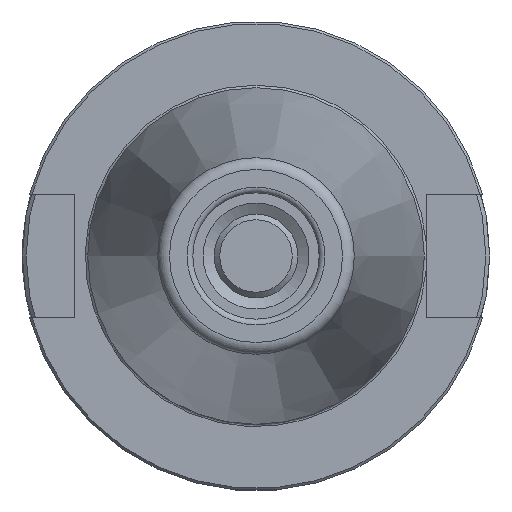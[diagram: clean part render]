
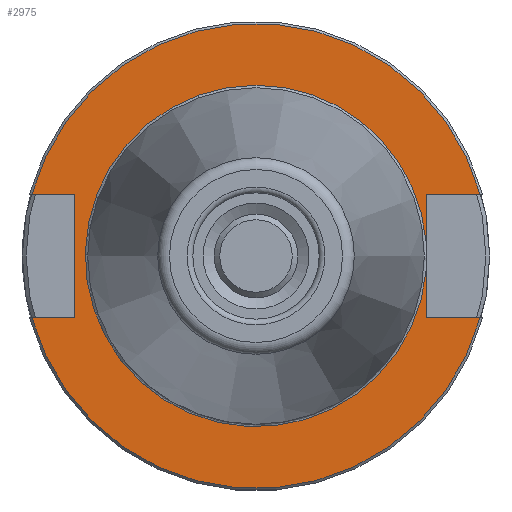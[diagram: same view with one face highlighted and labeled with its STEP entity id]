
A CAD part, left-side view. The second image highlights one B-rep face of the part: STEP entity #2975.
In plain terms, the highlighted planar face has unit normal (-1, 0, 0).
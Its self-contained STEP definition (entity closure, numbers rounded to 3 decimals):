
#162=CIRCLE('',#3240,48.25);
#165=CIRCLE('',#3244,48.25);
#166=CIRCLE('',#3246,35.429);
#167=CIRCLE('',#3247,35.429);
#342=FACE_OUTER_BOUND('',#530,.T.);
#530=EDGE_LOOP('',(#2199,#2200,#2201,#2202,#2203,#2204,#2205,#2206,#2207,
#2208,#2209));
#736=LINE('',#4666,#979);
#743=LINE('',#4710,#986);
#745=LINE('',#4714,#988);
#752=LINE('',#4773,#995);
#753=LINE('',#4783,#996);
#760=LINE('',#4827,#1003);
#766=LINE('',#4872,#1009);
#979=VECTOR('',#3715,10.);
#986=VECTOR('',#3724,10.);
#988=VECTOR('',#3726,10.);
#995=VECTOR('',#3735,10.);
#996=VECTOR('',#3742,10.);
#1003=VECTOR('',#3751,10.);
#1009=VECTOR('',#3759,10.);
#1259=VERTEX_POINT('',#4660);
#1261=VERTEX_POINT('',#4665);
#1272=VERTEX_POINT('',#4709);
#1273=VERTEX_POINT('',#4711);
#1274=VERTEX_POINT('',#4713);
#1278=VERTEX_POINT('',#4732);
#1287=VERTEX_POINT('',#4777);
#1289=VERTEX_POINT('',#4782);
#1300=VERTEX_POINT('',#4826);
#1302=VERTEX_POINT('',#4831);
#1312=VERTEX_POINT('',#4885);
#1581=EDGE_CURVE('',#1261,#1259,#736,.T.);
#1593=EDGE_CURVE('',#1272,#1261,#743,.T.);
#1595=EDGE_CURVE('',#1274,#1273,#745,.T.);
#1609=EDGE_CURVE('',#1278,#1274,#752,.T.);
#1612=EDGE_CURVE('',#1289,#1287,#753,.T.);
#1624=EDGE_CURVE('',#1300,#1289,#760,.T.);
#1636=EDGE_CURVE('',#1302,#1300,#766,.T.);
#1640=EDGE_CURVE('',#1278,#1287,#162,.T.);
#1643=EDGE_CURVE('',#1302,#1259,#165,.T.);
#1644=EDGE_CURVE('',#1273,#1312,#166,.T.);
#1645=EDGE_CURVE('',#1312,#1272,#167,.T.);
#2199=ORIENTED_EDGE('',*,*,#1593,.T.);
#2200=ORIENTED_EDGE('',*,*,#1581,.T.);
#2201=ORIENTED_EDGE('',*,*,#1643,.F.);
#2202=ORIENTED_EDGE('',*,*,#1636,.T.);
#2203=ORIENTED_EDGE('',*,*,#1624,.T.);
#2204=ORIENTED_EDGE('',*,*,#1612,.T.);
#2205=ORIENTED_EDGE('',*,*,#1640,.F.);
#2206=ORIENTED_EDGE('',*,*,#1609,.T.);
#2207=ORIENTED_EDGE('',*,*,#1595,.T.);
#2208=ORIENTED_EDGE('',*,*,#1644,.T.);
#2209=ORIENTED_EDGE('',*,*,#1645,.T.);
#2843=PLANE('',#3245);
#2975=ADVANCED_FACE('',(#342),#2843,.T.);
#3240=AXIS2_PLACEMENT_3D('',#4879,#3770,#3771);
#3244=AXIS2_PLACEMENT_3D('',#4883,#3778,#3779);
#3245=AXIS2_PLACEMENT_3D('',#4884,#3780,#3781);
#3246=AXIS2_PLACEMENT_3D('',#4886,#3782,#3783);
#3247=AXIS2_PLACEMENT_3D('',#4887,#3784,#3785);
#3715=DIRECTION('',(0.,-1.,0.));
#3724=DIRECTION('',(0.,0.,1.));
#3726=DIRECTION('',(0.,0.,1.));
#3735=DIRECTION('',(0.,1.,0.));
#3742=DIRECTION('',(0.,1.,0.));
#3751=DIRECTION('',(0.,0.,-1.));
#3759=DIRECTION('',(0.,-1.,0.));
#3770=DIRECTION('center_axis',(1.,0.,0.));
#3771=DIRECTION('ref_axis',(0.,0.,-1.));
#3778=DIRECTION('center_axis',(1.,0.,0.));
#3779=DIRECTION('ref_axis',(0.,0.,-1.));
#3780=DIRECTION('center_axis',(-1.,0.,0.));
#3781=DIRECTION('ref_axis',(0.,0.,1.));
#3782=DIRECTION('center_axis',(1.,0.,0.));
#3783=DIRECTION('ref_axis',(0.,0.,-1.));
#3784=DIRECTION('center_axis',(1.,0.,0.));
#3785=DIRECTION('ref_axis',(0.,0.,-1.));
#4660=CARTESIAN_POINT('',(1.5,-46.514,12.825));
#4665=CARTESIAN_POINT('',(1.5,-35.3,12.825));
#4666=CARTESIAN_POINT('',(1.5,6.475,12.825));
#4709=CARTESIAN_POINT('',(1.5,-35.3,3.016));
#4710=CARTESIAN_POINT('',(1.5,-35.3,-6.413));
#4711=CARTESIAN_POINT('',(1.5,-35.3,-3.016));
#4713=CARTESIAN_POINT('',(1.5,-35.3,-12.825));
#4714=CARTESIAN_POINT('',(1.5,-35.3,-6.413));
#4732=CARTESIAN_POINT('',(1.5,-46.514,-12.825));
#4773=CARTESIAN_POINT('',(1.5,-13.707,-12.825));
#4777=CARTESIAN_POINT('',(1.5,46.514,-12.825));
#4782=CARTESIAN_POINT('',(1.5,37.7,-12.825));
#4783=CARTESIAN_POINT('',(1.5,42.975,-12.825));
#4826=CARTESIAN_POINT('',(1.5,37.7,12.825));
#4827=CARTESIAN_POINT('',(1.5,37.7,6.413));
#4831=CARTESIAN_POINT('',(1.5,46.514,12.825));
#4872=CARTESIAN_POINT('',(1.5,61.395,12.825));
#4879=CARTESIAN_POINT('Origin',(1.5,0.,0.));
#4883=CARTESIAN_POINT('Origin',(1.5,0.,0.));
#4884=CARTESIAN_POINT('Origin',(1.5,48.25,0.));
#4885=CARTESIAN_POINT('',(1.5,0.,35.429));
#4886=CARTESIAN_POINT('Origin',(1.5,0.,0.));
#4887=CARTESIAN_POINT('Origin',(1.5,0.,0.));
